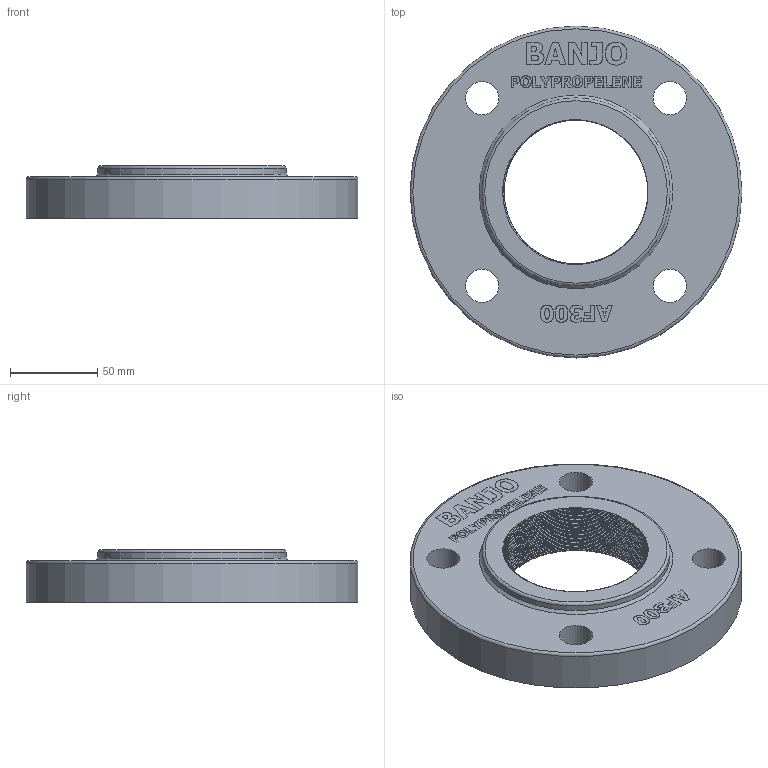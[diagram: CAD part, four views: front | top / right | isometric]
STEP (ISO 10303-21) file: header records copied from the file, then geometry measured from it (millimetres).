
FILE_DESCRIPTION((''),'2;1');
FILE_NAME('delta rythm.stp','2014-08-19T14:20:03',('mrister'),(''),'Autodesk Inventor 2013','Autodesk Inventor 2013','');
FILE_SCHEMA(('AUTOMOTIVE_DESIGN { 1 0 10303 214 1 1 1 1 }'));
Length unit declared in the file: inch
Products named in the file (1): delta rythm
Bounding box: 190.5 x 190.5 x 30.16 mm (x, y, z)
Volume: 545604.4 mm3; surface area: 81041.5 mm2
Topology: 1 solids, 1 shells, 357 faces, 951 edges, 633 vertices
Faces by surface type: plane 208, bspline 139, cylinder 7, torus 2, cone 1
Full cylindrical faces by diameter (mm): 19.05 x4, 107.95 x1, 190.5 x1
Entity records: 17381 total; most frequent: CARTESIAN_POINT 9076, ORIENTED_EDGE 1884, DIRECTION 1116, EDGE_CURVE 942, VECTOR 644, LINE 644, VERTEX_POINT 633, EDGE_LOOP 413
